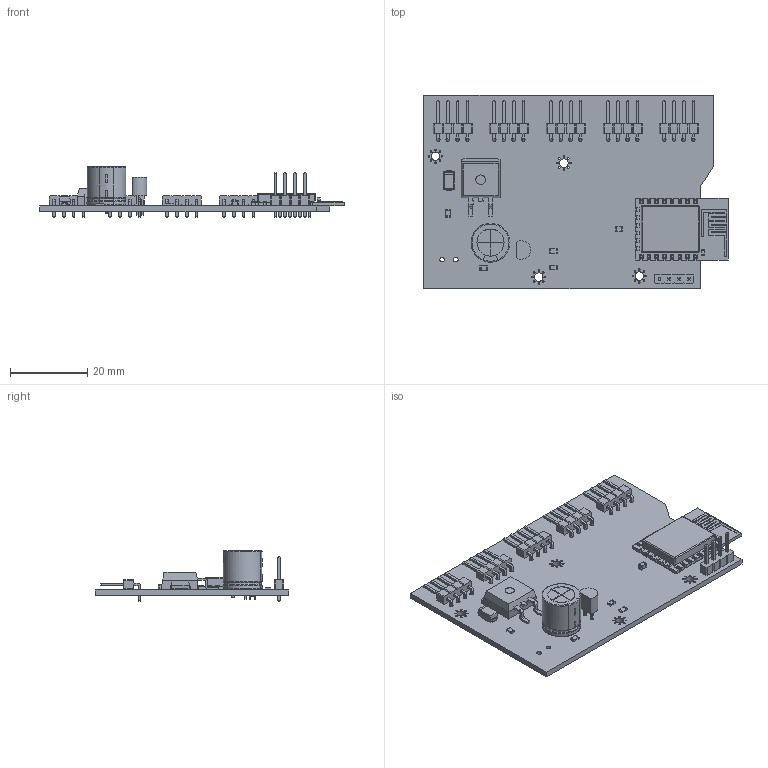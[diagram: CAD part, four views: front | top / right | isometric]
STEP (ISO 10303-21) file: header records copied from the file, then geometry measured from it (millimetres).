
FILE_DESCRIPTION(('KiCad electronic assembly'),'2;1');
FILE_NAME('flowhub-pcb.step','2025-11-22T14:26:56',('Pcbnew'),('Kicad'), 'Open CASCADE STEP processor 7.8','KiCad to STEP converter','Unknown' );
FILE_SCHEMA(('AUTOMOTIVE_DESIGN { 1 0 10303 214 1 1 1 1 }'));
Length unit declared in the file: millimetre
Products named in the file (12): flowhub-pcb 1; PinHeader_1x04_P2.54mm_Horizontal; D_SMA; R_0805_2012Metric; TO-263-2; flowhub-pcb 1.5.1; ESP-12E; C_0805_2012Metric; CP_Radial_D10.0mm_P5.00mm; PinHeader_1x04_P2.54mm_Vertical; TO-92; flowhub_PCB
Assembly tree (18 placements, depth 3):
  flowhub-pcb 1
    PinHeader_1x04_P2.54mm_Horizontal  x5
    D_SMA
    R_0805_2012Metric  x4
    TO-263-2
      flowhub-pcb 1.5.1
    ESP-12E
    C_0805_2012Metric
    CP_Radial_D10.0mm_P5.00mm
    PinHeader_1x04_P2.54mm_Vertical
    TO-92
    flowhub_PCB
Bounding box: 78.75 x 50 x 13 mm (x, y, z)
Volume: 8039.1 mm3; surface area: 12067.5 mm2
Topology: 68 solids, 69 shells, 1546 faces, 3813 edges, 2460 vertices
Faces by surface type: plane 1212, cylinder 309, bspline 15, sphere 4, revolution 4, torus 2
Full cylindrical faces by diameter (mm): 0.4 x32, 0.65 x16, 0.7 x18, 0.75 x3, 1 x26, 1.2 x2, 2.2 x4, 2.5 x1
Entity records: 37199 total; most frequent: CARTESIAN_POINT 6052, DIRECTION 5052, ORIENTED_EDGE 5018, EDGE_CURVE 2509, LINE 1908, VECTOR 1908, VERTEX_POINT 1640, AXIS2_PLACEMENT_3D 1570
